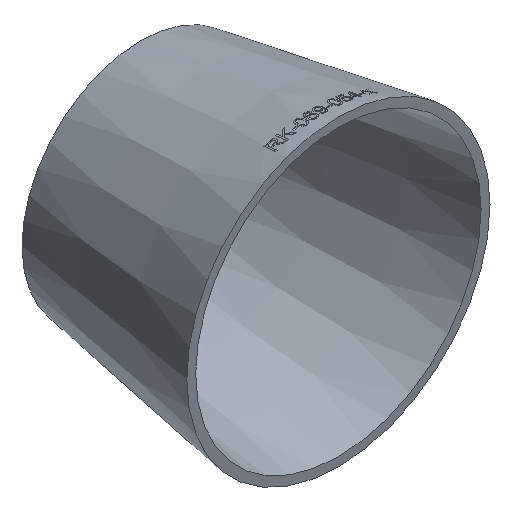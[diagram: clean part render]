
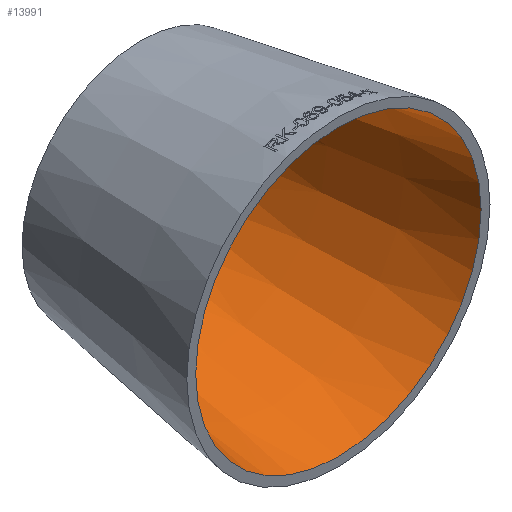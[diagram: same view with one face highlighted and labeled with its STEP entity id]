
A CAD part, isometric view. The second image highlights one B-rep face of the part: STEP entity #13991.
In plain terms, the highlighted conical face has half-angle 9.462 degrees and reference radius 32.472 mm.
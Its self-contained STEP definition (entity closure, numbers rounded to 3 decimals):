
#1437 = DIRECTION ( 'NONE',  ( 0., 0., -1. ) ) ;
#2934 = CIRCLE ( 'NONE', #13132, 24.972 ) ;
#3525 = FACE_BOUND ( 'NONE', #15429, .T. ) ;
#4264 = EDGE_CURVE ( 'NONE', #9974, #9974, #2934, .T. ) ;
#6384 = CARTESIAN_POINT ( 'NONE',  ( 0., 0., 0. ) ) ;
#7042 = DIRECTION ( 'NONE',  ( 0., -1., 0. ) ) ;
#8555 = ORIENTED_EDGE ( 'NONE', *, *, #4264, .F. ) ;
#9104 = DIRECTION ( 'NONE',  ( 0., -1., 0. ) ) ;
#9411 = CARTESIAN_POINT ( 'NONE',  ( 0., 0., 0. ) ) ;
#9496 = EDGE_CURVE ( 'NONE', #16732, #16732, #13613, .T. ) ;
#9974 = VERTEX_POINT ( 'NONE', #16996 ) ;
#10694 = DIRECTION ( 'NONE',  ( 0., -1., 0. ) ) ;
#11396 = DIRECTION ( 'NONE',  ( 0., 0., -1. ) ) ;
#11936 = DIRECTION ( 'NONE',  ( 0., 0., -1. ) ) ;
#12332 = EDGE_LOOP ( 'NONE', ( #14689 ) ) ;
#12942 = FACE_OUTER_BOUND ( 'NONE', #12332, .T. ) ;
#13132 = AXIS2_PLACEMENT_3D ( 'NONE', #16618, #7042, #11396 ) ;
#13613 = CIRCLE ( 'NONE', #17115, 32.472 ) ;
#13692 = CONICAL_SURFACE ( 'NONE', #17180, 32.472, 0.165 ) ;
#13991 = ADVANCED_FACE ( 'NONE', ( #3525, #12942 ), #13692, .F. ) ;
#14090 = CARTESIAN_POINT ( 'NONE',  ( 0., 0., -32.472 ) ) ;
#14689 = ORIENTED_EDGE ( 'NONE', *, *, #9496, .T. ) ;
#15429 = EDGE_LOOP ( 'NONE', ( #8555 ) ) ;
#16618 = CARTESIAN_POINT ( 'NONE',  ( 0., 45., 0. ) ) ;
#16732 = VERTEX_POINT ( 'NONE', #14090 ) ;
#16996 = CARTESIAN_POINT ( 'NONE',  ( 0., 45., -24.972 ) ) ;
#17115 = AXIS2_PLACEMENT_3D ( 'NONE', #9411, #10694, #1437 ) ;
#17180 = AXIS2_PLACEMENT_3D ( 'NONE', #6384, #9104, #11936 ) ;
